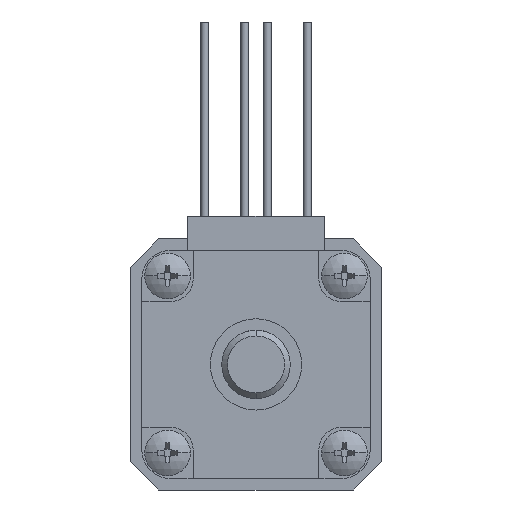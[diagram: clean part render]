
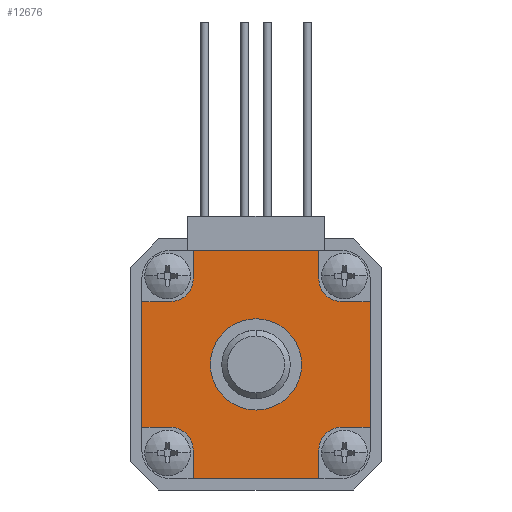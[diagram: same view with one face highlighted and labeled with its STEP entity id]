
A CAD part, front view. The second image highlights one B-rep face of the part: STEP entity #12676.
In plain terms, the highlighted planar face has unit normal (0, -1, 0).
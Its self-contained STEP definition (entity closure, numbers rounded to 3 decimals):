
#51 = LINE ( 'NONE', #10535, #1583 ) ;
#283 = DIRECTION ( 'NONE',  ( 0., 0., 1. ) ) ;
#380 = VERTEX_POINT ( 'NONE', #9866 ) ;
#422 = VERTEX_POINT ( 'NONE', #5532 ) ;
#434 = CIRCLE ( 'NONE', #6887, 4. ) ;
#480 = ORIENTED_EDGE ( 'NONE', *, *, #11479, .T. ) ;
#511 = EDGE_CURVE ( 'NONE', #5981, #4200, #11949, .T. ) ;
#703 = DIRECTION ( 'NONE',  ( 0., 0., 1. ) ) ;
#712 = CARTESIAN_POINT ( 'NONE',  ( -7.5, 0., 10. ) ) ;
#869 = LINE ( 'NONE', #14471, #4876 ) ;
#904 = ORIENTED_EDGE ( 'NONE', *, *, #5679, .T. ) ;
#923 = CIRCLE ( 'NONE', #12858, 2. ) ;
#929 = VERTEX_POINT ( 'NONE', #5737 ) ;
#934 = DIRECTION ( 'NONE',  ( 0., 1., 0. ) ) ;
#967 = AXIS2_PLACEMENT_3D ( 'NONE', #5608, #7025, #11268 ) ;
#1004 = CARTESIAN_POINT ( 'NONE',  ( 5.5, 0., -7.5 ) ) ;
#1219 = LINE ( 'NONE', #1004, #5216 ) ;
#1335 = EDGE_CURVE ( 'NONE', #12188, #4246, #10864, .T. ) ;
#1344 = DIRECTION ( 'NONE',  ( 0., 0., 1. ) ) ;
#1356 = VERTEX_POINT ( 'NONE', #2200 ) ;
#1583 = VECTOR ( 'NONE', #10461, 1000. ) ;
#1625 = VECTOR ( 'NONE', #12416, 1000. ) ;
#1842 = ORIENTED_EDGE ( 'NONE', *, *, #8188, .T. ) ;
#1901 = ORIENTED_EDGE ( 'NONE', *, *, #7548, .T. ) ;
#2200 = CARTESIAN_POINT ( 'NONE',  ( -7.5, 0., 5.5 ) ) ;
#2213 = CARTESIAN_POINT ( 'NONE',  ( -7.5, 0., 7.5 ) ) ;
#2624 = FACE_BOUND ( 'NONE', #10750, .T. ) ;
#2643 = EDGE_CURVE ( 'NONE', #929, #9131, #8764, .T. ) ;
#2847 = ORIENTED_EDGE ( 'NONE', *, *, #7229, .T. ) ;
#3035 = DIRECTION ( 'NONE',  ( 0., 0., 1. ) ) ;
#3084 = CARTESIAN_POINT ( 'NONE',  ( 5.5, 0., 10. ) ) ;
#3172 = LINE ( 'NONE', #6883, #13204 ) ;
#3259 = VERTEX_POINT ( 'NONE', #3084 ) ;
#3293 = CARTESIAN_POINT ( 'NONE',  ( -10., 0., -5.5 ) ) ;
#3546 = CARTESIAN_POINT ( 'NONE',  ( 10., 0., -5.5 ) ) ;
#3752 = VERTEX_POINT ( 'NONE', #12441 ) ;
#3870 = EDGE_CURVE ( 'NONE', #6250, #9524, #8950, .T. ) ;
#3913 = VECTOR ( 'NONE', #283, 1000. ) ;
#4145 = VERTEX_POINT ( 'NONE', #14460 ) ;
#4155 = DIRECTION ( 'NONE',  ( 0., 1., 0. ) ) ;
#4200 = VERTEX_POINT ( 'NONE', #5132 ) ;
#4246 = VERTEX_POINT ( 'NONE', #11298 ) ;
#4402 = LINE ( 'NONE', #3293, #12966 ) ;
#4512 = LINE ( 'NONE', #3546, #1625 ) ;
#4526 = CARTESIAN_POINT ( 'NONE',  ( 7.5, 0., 7.5 ) ) ;
#4546 = DIRECTION ( 'NONE',  ( 0., 1., 0. ) ) ;
#4549 = CARTESIAN_POINT ( 'NONE',  ( 0., 0., -4. ) ) ;
#4708 = DIRECTION ( 'NONE',  ( 0., 1., 0. ) ) ;
#4876 = VECTOR ( 'NONE', #5432, 1000. ) ;
#4956 = CARTESIAN_POINT ( 'NONE',  ( -5.5, 0., -10. ) ) ;
#4964 = ORIENTED_EDGE ( 'NONE', *, *, #13946, .F. ) ;
#4994 = CARTESIAN_POINT ( 'NONE',  ( -10., 0., 5.5 ) ) ;
#5132 = CARTESIAN_POINT ( 'NONE',  ( 7.5, 0., -5.5 ) ) ;
#5160 = ORIENTED_EDGE ( 'NONE', *, *, #8669, .T. ) ;
#5216 = VECTOR ( 'NONE', #13756, 1000. ) ;
#5370 = EDGE_CURVE ( 'NONE', #6250, #3259, #13047, .T. ) ;
#5386 = VECTOR ( 'NONE', #8835, 1000. ) ;
#5427 = EDGE_CURVE ( 'NONE', #14272, #11860, #923, .T. ) ;
#5432 = DIRECTION ( 'NONE',  ( 0., 0., 1. ) ) ;
#5532 = CARTESIAN_POINT ( 'NONE',  ( 5.5, 0., -10. ) ) ;
#5608 = CARTESIAN_POINT ( 'NONE',  ( 7.5, 0., -7.5 ) ) ;
#5679 = EDGE_CURVE ( 'NONE', #9131, #929, #434, .T. ) ;
#5737 = CARTESIAN_POINT ( 'NONE',  ( 0., 0., 4. ) ) ;
#5981 = VERTEX_POINT ( 'NONE', #13455 ) ;
#6038 = VERTEX_POINT ( 'NONE', #4956 ) ;
#6083 = AXIS2_PLACEMENT_3D ( 'NONE', #7894, #934, #10115 ) ;
#6089 = AXIS2_PLACEMENT_3D ( 'NONE', #10451, #4708, #1344 ) ;
#6119 = ORIENTED_EDGE ( 'NONE', *, *, #11856, .F. ) ;
#6250 = VERTEX_POINT ( 'NONE', #7345 ) ;
#6525 = VECTOR ( 'NONE', #7642, 1000. ) ;
#6647 = ORIENTED_EDGE ( 'NONE', *, *, #7198, .T. ) ;
#6714 = CARTESIAN_POINT ( 'NONE',  ( 10., 0., 5.5 ) ) ;
#6883 = CARTESIAN_POINT ( 'NONE',  ( 10., 0., 7.5 ) ) ;
#6887 = AXIS2_PLACEMENT_3D ( 'NONE', #9453, #7206, #3035 ) ;
#6915 = EDGE_CURVE ( 'NONE', #9524, #1356, #11899, .T. ) ;
#7013 = PLANE ( 'NONE',  #6089 ) ;
#7015 = ORIENTED_EDGE ( 'NONE', *, *, #11140, .T. ) ;
#7025 = DIRECTION ( 'NONE',  ( 0., 1., 0. ) ) ;
#7070 = AXIS2_PLACEMENT_3D ( 'NONE', #10951, #4155, #703 ) ;
#7198 = EDGE_CURVE ( 'NONE', #4200, #3752, #4512, .T. ) ;
#7206 = DIRECTION ( 'NONE',  ( 0., 1., 0. ) ) ;
#7229 = EDGE_CURVE ( 'NONE', #422, #5981, #1219, .T. ) ;
#7345 = CARTESIAN_POINT ( 'NONE',  ( -5.5, 0., 10. ) ) ;
#7378 = DIRECTION ( 'NONE',  ( 1., 0., 0. ) ) ;
#7548 = EDGE_CURVE ( 'NONE', #4145, #14272, #10773, .T. ) ;
#7642 = DIRECTION ( 'NONE',  ( 0., 0., -1. ) ) ;
#7661 = EDGE_LOOP ( 'NONE', ( #10597, #11915, #1842, #6119, #480, #10898, #5160, #9352, #2847, #12947, #6647, #4964, #1901, #8429, #7015, #8437 ) ) ;
#7663 = EDGE_CURVE ( 'NONE', #422, #6038, #51, .T. ) ;
#7894 = CARTESIAN_POINT ( 'NONE',  ( -7.5, 0., -7.5 ) ) ;
#8009 = LINE ( 'NONE', #11660, #3913 ) ;
#8188 = EDGE_CURVE ( 'NONE', #1356, #380, #8653, .T. ) ;
#8429 = ORIENTED_EDGE ( 'NONE', *, *, #5427, .T. ) ;
#8437 = ORIENTED_EDGE ( 'NONE', *, *, #5370, .F. ) ;
#8653 = LINE ( 'NONE', #4994, #12719 ) ;
#8669 = EDGE_CURVE ( 'NONE', #4246, #6038, #10929, .T. ) ;
#8764 = CIRCLE ( 'NONE', #7070, 4. ) ;
#8805 = CARTESIAN_POINT ( 'NONE',  ( 5.5, 0., 7.5 ) ) ;
#8812 = CARTESIAN_POINT ( 'NONE',  ( 7.5, 0., 5.5 ) ) ;
#8835 = DIRECTION ( 'NONE',  ( -1., 0., 0. ) ) ;
#8950 = LINE ( 'NONE', #13493, #11158 ) ;
#8964 = DIRECTION ( 'NONE',  ( 1., 0., 0. ) ) ;
#8992 = DIRECTION ( 'NONE',  ( 0., 0., -1. ) ) ;
#9131 = VERTEX_POINT ( 'NONE', #4549 ) ;
#9352 = ORIENTED_EDGE ( 'NONE', *, *, #7663, .F. ) ;
#9453 = CARTESIAN_POINT ( 'NONE',  ( 0., 0., 0. ) ) ;
#9524 = VERTEX_POINT ( 'NONE', #13271 ) ;
#9866 = CARTESIAN_POINT ( 'NONE',  ( -10., 0., 5.5 ) ) ;
#10020 = ORIENTED_EDGE ( 'NONE', *, *, #2643, .T. ) ;
#10115 = DIRECTION ( 'NONE',  ( 0., 0., -1. ) ) ;
#10189 = DIRECTION ( 'NONE',  ( 0., 0., -1. ) ) ;
#10270 = DIRECTION ( 'NONE',  ( 0., 1., 0. ) ) ;
#10451 = CARTESIAN_POINT ( 'NONE',  ( -7.5, 0., 7.5 ) ) ;
#10461 = DIRECTION ( 'NONE',  ( -1., 0., 0. ) ) ;
#10506 = CARTESIAN_POINT ( 'NONE',  ( -10., 0., -5.5 ) ) ;
#10535 = CARTESIAN_POINT ( 'NONE',  ( -7.5, 0., -10. ) ) ;
#10597 = ORIENTED_EDGE ( 'NONE', *, *, #3870, .T. ) ;
#10750 = EDGE_LOOP ( 'NONE', ( #904, #10020 ) ) ;
#10773 = LINE ( 'NONE', #6714, #5386 ) ;
#10864 = CIRCLE ( 'NONE', #6083, 2. ) ;
#10898 = ORIENTED_EDGE ( 'NONE', *, *, #1335, .T. ) ;
#10929 = LINE ( 'NONE', #14365, #6525 ) ;
#10951 = CARTESIAN_POINT ( 'NONE',  ( 0., 0., 0. ) ) ;
#11140 = EDGE_CURVE ( 'NONE', #11860, #3259, #8009, .T. ) ;
#11158 = VECTOR ( 'NONE', #13636, 1000. ) ;
#11168 = VECTOR ( 'NONE', #7378, 1000. ) ;
#11268 = DIRECTION ( 'NONE',  ( 0., 0., 1. ) ) ;
#11298 = CARTESIAN_POINT ( 'NONE',  ( -5.5, 0., -7.5 ) ) ;
#11479 = EDGE_CURVE ( 'NONE', #11929, #12188, #4402, .T. ) ;
#11660 = CARTESIAN_POINT ( 'NONE',  ( 5.5, 0., 7.5 ) ) ;
#11856 = EDGE_CURVE ( 'NONE', #11929, #380, #869, .T. ) ;
#11860 = VERTEX_POINT ( 'NONE', #8805 ) ;
#11899 = CIRCLE ( 'NONE', #12616, 2. ) ;
#11915 = ORIENTED_EDGE ( 'NONE', *, *, #6915, .T. ) ;
#11929 = VERTEX_POINT ( 'NONE', #10506 ) ;
#11949 = CIRCLE ( 'NONE', #967, 2. ) ;
#12142 = CARTESIAN_POINT ( 'NONE',  ( -7.5, 0., -5.5 ) ) ;
#12188 = VERTEX_POINT ( 'NONE', #12142 ) ;
#12416 = DIRECTION ( 'NONE',  ( 1., 0., 0. ) ) ;
#12441 = CARTESIAN_POINT ( 'NONE',  ( 10., 0., -5.5 ) ) ;
#12616 = AXIS2_PLACEMENT_3D ( 'NONE', #2213, #4546, #13640 ) ;
#12676 = ADVANCED_FACE ( 'NONE', ( #2624, #12826 ), #7013, .F. ) ;
#12719 = VECTOR ( 'NONE', #14251, 1000. ) ;
#12826 = FACE_OUTER_BOUND ( 'NONE', #7661, .T. ) ;
#12858 = AXIS2_PLACEMENT_3D ( 'NONE', #4526, #10270, #10189 ) ;
#12947 = ORIENTED_EDGE ( 'NONE', *, *, #511, .T. ) ;
#12966 = VECTOR ( 'NONE', #8964, 1000. ) ;
#13047 = LINE ( 'NONE', #712, #11168 ) ;
#13204 = VECTOR ( 'NONE', #8992, 1000. ) ;
#13271 = CARTESIAN_POINT ( 'NONE',  ( -5.5, 0., 7.5 ) ) ;
#13455 = CARTESIAN_POINT ( 'NONE',  ( 5.5, 0., -7.5 ) ) ;
#13493 = CARTESIAN_POINT ( 'NONE',  ( -5.5, 0., 7.5 ) ) ;
#13636 = DIRECTION ( 'NONE',  ( 0., 0., -1. ) ) ;
#13640 = DIRECTION ( 'NONE',  ( 0., 0., 1. ) ) ;
#13756 = DIRECTION ( 'NONE',  ( 0., 0., 1. ) ) ;
#13946 = EDGE_CURVE ( 'NONE', #4145, #3752, #3172, .T. ) ;
#14251 = DIRECTION ( 'NONE',  ( -1., 0., 0. ) ) ;
#14272 = VERTEX_POINT ( 'NONE', #8812 ) ;
#14365 = CARTESIAN_POINT ( 'NONE',  ( -5.5, 0., -7.5 ) ) ;
#14460 = CARTESIAN_POINT ( 'NONE',  ( 10., 0., 5.5 ) ) ;
#14471 = CARTESIAN_POINT ( 'NONE',  ( -10., 0., 7.5 ) ) ;
